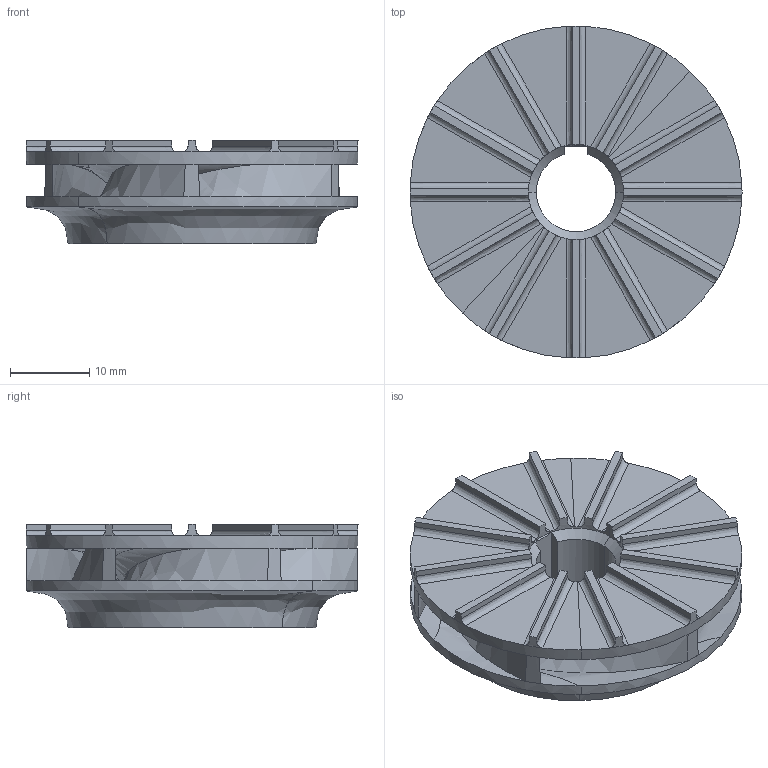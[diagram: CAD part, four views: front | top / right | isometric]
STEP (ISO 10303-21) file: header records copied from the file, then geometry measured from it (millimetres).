
FILE_DESCRIPTION (( 'STEP AP214' ), '1' );
FILE_NAME ('LOX_PDR_impeller_integrated.STEP', '2024-11-03T23:39:00', ( '' ), ( '' ), 'SwSTEP 2.0', 'SolidWorks 2024', '' );
FILE_SCHEMA (( 'AUTOMOTIVE_DESIGN' ));
Length unit declared in the file: millimetre
Products named in the file (1): LOX_PDR_impeller_integrated
Bounding box: 41.8 x 41.8 x 13.07 mm (x, y, z)
Volume: 6549.7 mm3; surface area: 7617.3 mm2
Topology: 1 solids, 1 shells, 146 faces, 410 edges, 252 vertices
Faces by surface type: bspline 76, plane 39, cylinder 23, cone 8
Entity records: 25487 total; most frequent: CARTESIAN_POINT 22259, ORIENTED_EDGE 820, DIRECTION 494, EDGE_CURVE 410, VERTEX_POINT 252, AXIS2_PLACEMENT_3D 205, B_SPLINE_CURVE_WITH_KNOTS 192, FACE_OUTER_BOUND 146
